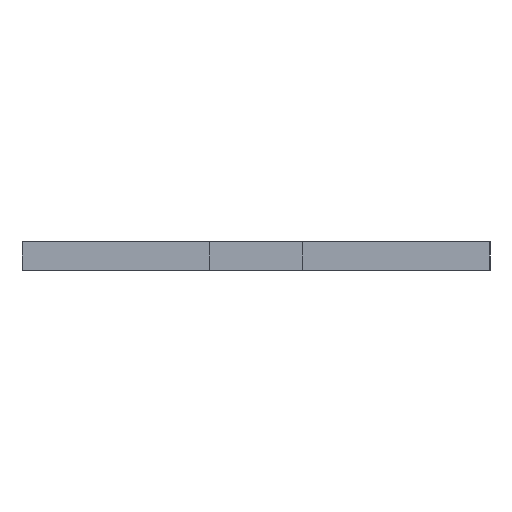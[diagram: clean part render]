
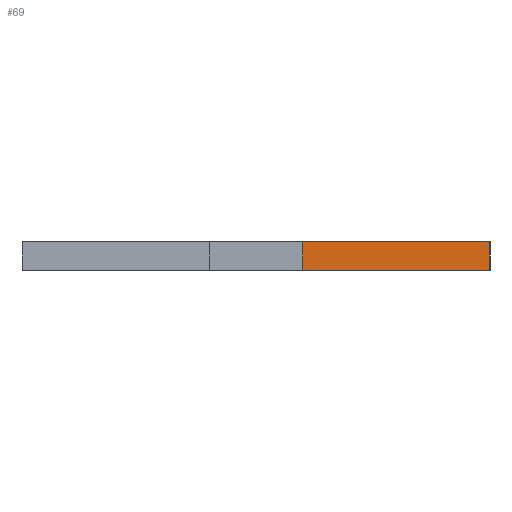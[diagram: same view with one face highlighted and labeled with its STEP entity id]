
A CAD part, left-side view. The second image highlights one B-rep face of the part: STEP entity #69.
In plain terms, the highlighted planar face has unit normal (-1, 0, 0).
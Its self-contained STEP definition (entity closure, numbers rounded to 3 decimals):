
#10 = AXIS2_PLACEMENT_3D ( 'NONE', #572, #1071, #1061 ) ;
#24 = CARTESIAN_POINT ( 'NONE',  ( 0., 0., 0. ) ) ;
#66 = EDGE_CURVE ( 'NONE', #1185, #76, #214, .T. ) ;
#69 = ADVANCED_FACE ( 'NONE', ( #318 ), #927, .F. ) ;
#76 = VERTEX_POINT ( 'NONE', #1290 ) ;
#80 = VECTOR ( 'NONE', #1402, 1000. ) ;
#208 = VECTOR ( 'NONE', #276, 1000. ) ;
#214 = LINE ( 'NONE', #582, #80 ) ;
#276 = DIRECTION ( 'NONE',  ( 0., -1., 0. ) ) ;
#318 = FACE_OUTER_BOUND ( 'NONE', #775, .T. ) ;
#325 = EDGE_CURVE ( 'NONE', #1018, #473, #1219, .T. ) ;
#350 = CARTESIAN_POINT ( 'NONE',  ( 0., 20., 3.001 ) ) ;
#383 = LINE ( 'NONE', #862, #1371 ) ;
#445 = EDGE_CURVE ( 'NONE', #473, #76, #1362, .T. ) ;
#473 = VERTEX_POINT ( 'NONE', #1486 ) ;
#499 = DIRECTION ( 'NONE',  ( 0., 0., -1. ) ) ;
#516 = ORIENTED_EDGE ( 'NONE', *, *, #1080, .F. ) ;
#572 = CARTESIAN_POINT ( 'NONE',  ( 0., 0., 3. ) ) ;
#582 = CARTESIAN_POINT ( 'NONE',  ( 0., 0., 3. ) ) ;
#642 = VECTOR ( 'NONE', #499, 1000. ) ;
#775 = EDGE_LOOP ( 'NONE', ( #516, #899, #1458, #855 ) ) ;
#811 = CARTESIAN_POINT ( 'NONE',  ( 0., 20., 3. ) ) ;
#855 = ORIENTED_EDGE ( 'NONE', *, *, #66, .F. ) ;
#862 = CARTESIAN_POINT ( 'NONE',  ( 0., 0., 3. ) ) ;
#899 = ORIENTED_EDGE ( 'NONE', *, *, #325, .T. ) ;
#927 = PLANE ( 'NONE',  #10 ) ;
#960 = DIRECTION ( 'NONE',  ( 0., -1., 0. ) ) ;
#1018 = VERTEX_POINT ( 'NONE', #811 ) ;
#1061 = DIRECTION ( 'NONE',  ( 0., 0., -1. ) ) ;
#1071 = DIRECTION ( 'NONE',  ( 1., 0., 0. ) ) ;
#1080 = EDGE_CURVE ( 'NONE', #1018, #1185, #383, .T. ) ;
#1185 = VERTEX_POINT ( 'NONE', #1331 ) ;
#1219 = LINE ( 'NONE', #350, #642 ) ;
#1290 = CARTESIAN_POINT ( 'NONE',  ( 0., 0., 0. ) ) ;
#1331 = CARTESIAN_POINT ( 'NONE',  ( 0., 0., 3. ) ) ;
#1362 = LINE ( 'NONE', #24, #208 ) ;
#1371 = VECTOR ( 'NONE', #960, 1000. ) ;
#1402 = DIRECTION ( 'NONE',  ( 0., 0., -1. ) ) ;
#1458 = ORIENTED_EDGE ( 'NONE', *, *, #445, .T. ) ;
#1486 = CARTESIAN_POINT ( 'NONE',  ( 0., 20., 0. ) ) ;
